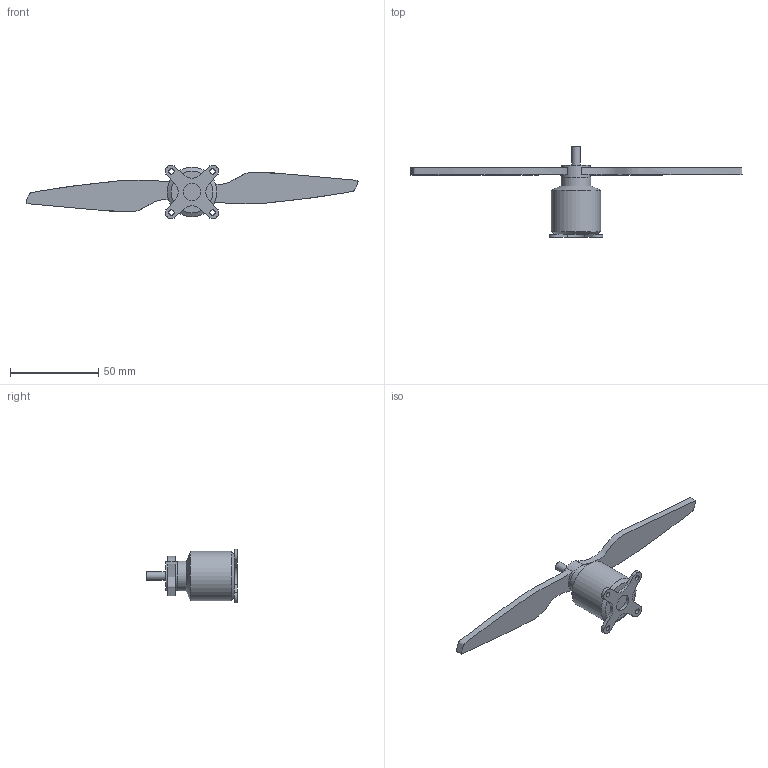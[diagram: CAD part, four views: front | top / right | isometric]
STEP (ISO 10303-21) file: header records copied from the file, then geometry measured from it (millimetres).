
FILE_DESCRIPTION(/* description */ (''),/* implementation_level */ '2;1');
FILE_NAME(/* name */ 'Motor - Prop CCW Assembly v2.step',/* time_stamp */ '2022-01-19T17:32:43+02:00',/* author */ (''),/* organization */ (''),/* preprocessor_version */ 'ST-DEVELOPER v18.1',/* originating_system */ 'Autodesk Translation Framework v10.10.0.1391',/* authorisation */ '');
FILE_SCHEMA (('AUTOMOTIVE_DESIGN { 1 0 10303 214 3 1 1 }'));
Length unit declared in the file: millimetre
Products named in the file (3): Motor - Prop CCW Assembly; Motor Propdrive V2 2826 1100KV; Prop 200mm CCW
Assembly tree (2 placements, depth 2):
  Motor - Prop CCW Assembly
    Motor Propdrive V2 2826 1100KV
    Prop 200mm CCW
Bounding box: 188 x 51.5 x 30.31 mm (x, y, z)
Volume: 27312.7 mm3; surface area: 11241.7 mm2
Topology: 2 solids, 2 shells, 49 faces, 113 edges, 72 vertices
Faces by surface type: plane 27, cylinder 18, cone 2, bspline 2
Full cylindrical faces by diameter (mm): 3 x4, 4.75 x1, 5 x1, 9.75 x1, 16.2 x1, 16.8 x1, 28 x1
Entity records: 1887 total; most frequent: CARTESIAN_POINT 594, DIRECTION 267, ORIENTED_EDGE 226, EDGE_CURVE 113, AXIS2_PLACEMENT_3D 105, VERTEX_POINT 72, EDGE_LOOP 63, LINE 57
